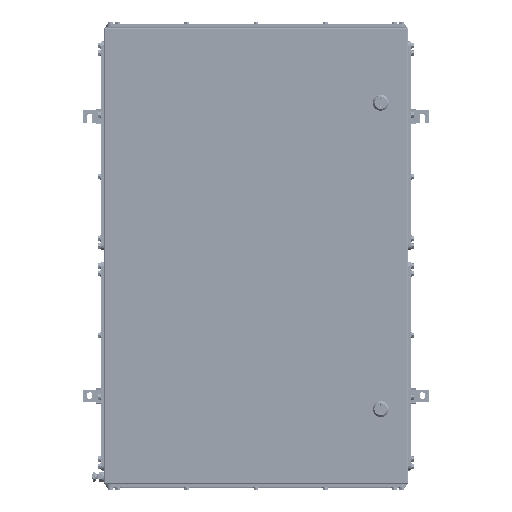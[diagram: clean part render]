
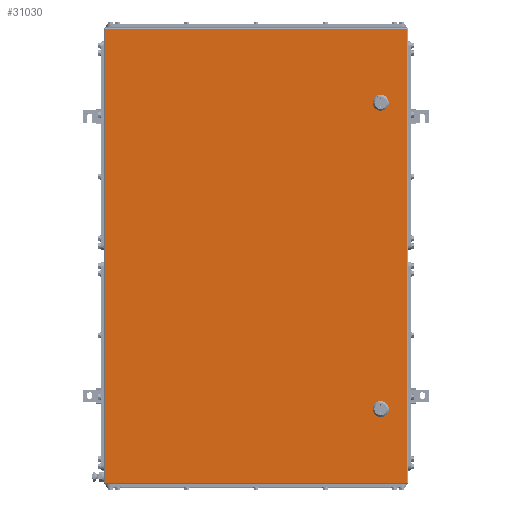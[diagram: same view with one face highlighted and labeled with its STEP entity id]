
A CAD part, top view. The second image highlights one B-rep face of the part: STEP entity #31030.
In plain terms, the highlighted planar face has unit normal (0, 0, 1).
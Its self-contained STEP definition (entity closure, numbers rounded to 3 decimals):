
#30844=AXIS2_PLACEMENT_3D('Circle Axis2P3D',#30842,#30843,$) ;
#30871=AXIS2_PLACEMENT_3D('Plane Axis2P3D',#30868,#30869,#30870) ;
#30916=AXIS2_PLACEMENT_3D('Circle Axis2P3D',#30914,#30915,$) ;
#30930=AXIS2_PLACEMENT_3D('Circle Axis2P3D',#30928,#30929,$) ;
#30944=AXIS2_PLACEMENT_3D('Circle Axis2P3D',#30942,#30943,$) ;
#30966=AXIS2_PLACEMENT_3D('Circle Axis2P3D',#30964,#30965,$) ;
#30982=AXIS2_PLACEMENT_3D('Circle Axis2P3D',#30980,#30981,$) ;
#30996=AXIS2_PLACEMENT_3D('Circle Axis2P3D',#30994,#30995,$) ;
#31010=AXIS2_PLACEMENT_3D('Circle Axis2P3D',#31008,#31009,$) ;
#30839=CARTESIAN_POINT('Vertex',(600.056,764.45,203.5)) ;
#30842=CARTESIAN_POINT('Axis2P3D Location',(595.,774.5,203.5)) ;
#30846=CARTESIAN_POINT('Vertex',(605.05,769.444,203.5)) ;
#30868=CARTESIAN_POINT('Axis2P3D Location',(345.5,468.,203.5)) ;
#30873=CARTESIAN_POINT('Line Origine',(345.5,921.5,203.5)) ;
#30877=CARTESIAN_POINT('Vertex',(647.,921.5,203.5)) ;
#30879=CARTESIAN_POINT('Vertex',(44.,921.5,203.5)) ;
#30882=CARTESIAN_POINT('Line Origine',(44.,468.,203.5)) ;
#30886=CARTESIAN_POINT('Vertex',(44.,14.5,203.5)) ;
#30889=CARTESIAN_POINT('Line Origine',(345.5,14.5,203.5)) ;
#30893=CARTESIAN_POINT('Vertex',(647.,14.5,203.5)) ;
#30896=CARTESIAN_POINT('Line Origine',(647.,468.,203.5)) ;
#30907=CARTESIAN_POINT('Line Origine',(595.,764.45,203.5)) ;
#30911=CARTESIAN_POINT('Vertex',(589.944,764.45,203.5)) ;
#30914=CARTESIAN_POINT('Axis2P3D Location',(595.,774.5,203.5)) ;
#30918=CARTESIAN_POINT('Vertex',(584.95,769.444,203.5)) ;
#30921=CARTESIAN_POINT('Line Origine',(584.95,774.5,203.5)) ;
#30925=CARTESIAN_POINT('Vertex',(584.95,779.556,203.5)) ;
#30928=CARTESIAN_POINT('Axis2P3D Location',(595.,774.5,203.5)) ;
#30932=CARTESIAN_POINT('Vertex',(589.944,784.55,203.5)) ;
#30935=CARTESIAN_POINT('Line Origine',(595.,784.55,203.5)) ;
#30939=CARTESIAN_POINT('Vertex',(600.056,784.55,203.5)) ;
#30942=CARTESIAN_POINT('Axis2P3D Location',(595.,774.5,203.5)) ;
#30946=CARTESIAN_POINT('Vertex',(605.05,779.556,203.5)) ;
#30949=CARTESIAN_POINT('Line Origine',(605.05,774.5,203.5)) ;
#30964=CARTESIAN_POINT('Axis2P3D Location',(595.,161.5,203.5)) ;
#30968=CARTESIAN_POINT('Vertex',(600.056,151.45,203.5)) ;
#30970=CARTESIAN_POINT('Vertex',(605.05,156.444,203.5)) ;
#30973=CARTESIAN_POINT('Line Origine',(595.,151.45,203.5)) ;
#30977=CARTESIAN_POINT('Vertex',(589.944,151.45,203.5)) ;
#30980=CARTESIAN_POINT('Axis2P3D Location',(595.,161.5,203.5)) ;
#30984=CARTESIAN_POINT('Vertex',(584.95,156.444,203.5)) ;
#30987=CARTESIAN_POINT('Line Origine',(584.95,161.5,203.5)) ;
#30991=CARTESIAN_POINT('Vertex',(584.95,166.556,203.5)) ;
#30994=CARTESIAN_POINT('Axis2P3D Location',(595.,161.5,203.5)) ;
#30998=CARTESIAN_POINT('Vertex',(589.944,171.55,203.5)) ;
#31001=CARTESIAN_POINT('Line Origine',(595.,171.55,203.5)) ;
#31005=CARTESIAN_POINT('Vertex',(600.056,171.55,203.5)) ;
#31008=CARTESIAN_POINT('Axis2P3D Location',(595.,161.5,203.5)) ;
#31012=CARTESIAN_POINT('Vertex',(605.05,166.556,203.5)) ;
#31015=CARTESIAN_POINT('Line Origine',(605.05,161.5,203.5)) ;
#30843=DIRECTION('Axis2P3D Direction',(0.,0.,1.)) ;
#30869=DIRECTION('Axis2P3D Direction',(0.,0.,1.)) ;
#30870=DIRECTION('Axis2P3D XDirection',(1.,0.,0.)) ;
#30874=DIRECTION('Vector Direction',(1.,0.,0.)) ;
#30883=DIRECTION('Vector Direction',(0.,-1.,0.)) ;
#30890=DIRECTION('Vector Direction',(1.,0.,0.)) ;
#30897=DIRECTION('Vector Direction',(0.,1.,0.)) ;
#30908=DIRECTION('Vector Direction',(1.,0.,0.)) ;
#30915=DIRECTION('Axis2P3D Direction',(0.,0.,1.)) ;
#30922=DIRECTION('Vector Direction',(0.,1.,0.)) ;
#30929=DIRECTION('Axis2P3D Direction',(0.,0.,1.)) ;
#30936=DIRECTION('Vector Direction',(1.,0.,0.)) ;
#30943=DIRECTION('Axis2P3D Direction',(0.,0.,1.)) ;
#30950=DIRECTION('Vector Direction',(0.,-1.,0.)) ;
#30965=DIRECTION('Axis2P3D Direction',(0.,0.,1.)) ;
#30974=DIRECTION('Vector Direction',(1.,0.,0.)) ;
#30981=DIRECTION('Axis2P3D Direction',(0.,0.,1.)) ;
#30988=DIRECTION('Vector Direction',(0.,1.,0.)) ;
#30995=DIRECTION('Axis2P3D Direction',(0.,0.,1.)) ;
#31002=DIRECTION('Vector Direction',(1.,0.,0.)) ;
#31009=DIRECTION('Axis2P3D Direction',(0.,0.,1.)) ;
#31016=DIRECTION('Vector Direction',(0.,-1.,0.)) ;
#30875=VECTOR('Line Direction',#30874,1.) ;
#30884=VECTOR('Line Direction',#30883,1.) ;
#30891=VECTOR('Line Direction',#30890,1.) ;
#30898=VECTOR('Line Direction',#30897,1.) ;
#30909=VECTOR('Line Direction',#30908,1.) ;
#30923=VECTOR('Line Direction',#30922,1.) ;
#30937=VECTOR('Line Direction',#30936,1.) ;
#30951=VECTOR('Line Direction',#30950,1.) ;
#30975=VECTOR('Line Direction',#30974,1.) ;
#30989=VECTOR('Line Direction',#30988,1.) ;
#31003=VECTOR('Line Direction',#31002,1.) ;
#31017=VECTOR('Line Direction',#31016,1.) ;
#30902=ORIENTED_EDGE('',*,*,#30881,.T.) ;
#30903=ORIENTED_EDGE('',*,*,#30888,.T.) ;
#30904=ORIENTED_EDGE('',*,*,#30895,.T.) ;
#30905=ORIENTED_EDGE('',*,*,#30900,.T.) ;
#30955=ORIENTED_EDGE('',*,*,#30913,.F.) ;
#30956=ORIENTED_EDGE('',*,*,#30920,.F.) ;
#30957=ORIENTED_EDGE('',*,*,#30927,.T.) ;
#30958=ORIENTED_EDGE('',*,*,#30934,.F.) ;
#30959=ORIENTED_EDGE('',*,*,#30941,.T.) ;
#30960=ORIENTED_EDGE('',*,*,#30948,.F.) ;
#30961=ORIENTED_EDGE('',*,*,#30953,.T.) ;
#30962=ORIENTED_EDGE('',*,*,#30848,.F.) ;
#31021=ORIENTED_EDGE('',*,*,#30972,.F.) ;
#31022=ORIENTED_EDGE('',*,*,#30979,.F.) ;
#31023=ORIENTED_EDGE('',*,*,#30986,.F.) ;
#31024=ORIENTED_EDGE('',*,*,#30993,.T.) ;
#31025=ORIENTED_EDGE('',*,*,#31000,.F.) ;
#31026=ORIENTED_EDGE('',*,*,#31007,.T.) ;
#31027=ORIENTED_EDGE('',*,*,#31014,.F.) ;
#31028=ORIENTED_EDGE('',*,*,#31019,.T.) ;
#30963=FACE_BOUND('',#30954,.T.) ;
#31029=FACE_BOUND('',#31020,.T.) ;
#31030=ADVANCED_FACE('ZUB_KTB_QL_916120_4GP_AllCATPart_AllCATPart.2\\ZUB_KTB_QL_916120_4GP_AllCATPart.2\\ZUB_DE_KTB_QL.1\\DE_KTB_MH_PART_MASTER.1\\Koerper.2',(#30906,#30963,#31029),#30872,.T.) ;
#30845=CIRCLE('generated circle',#30844,11.25) ;
#30917=CIRCLE('generated circle',#30916,11.25) ;
#30931=CIRCLE('generated circle',#30930,11.25) ;
#30945=CIRCLE('generated circle',#30944,11.25) ;
#30967=CIRCLE('generated circle',#30966,11.25) ;
#30983=CIRCLE('generated circle',#30982,11.25) ;
#30997=CIRCLE('generated circle',#30996,11.25) ;
#31011=CIRCLE('generated circle',#31010,11.25) ;
#30848=EDGE_CURVE('',#30840,#30847,#30845,.T.) ;
#30881=EDGE_CURVE('',#30878,#30880,#30876,.F.) ;
#30888=EDGE_CURVE('',#30880,#30887,#30885,.T.) ;
#30895=EDGE_CURVE('',#30887,#30894,#30892,.T.) ;
#30900=EDGE_CURVE('',#30894,#30878,#30899,.T.) ;
#30913=EDGE_CURVE('',#30912,#30840,#30910,.T.) ;
#30920=EDGE_CURVE('',#30919,#30912,#30917,.T.) ;
#30927=EDGE_CURVE('',#30919,#30926,#30924,.T.) ;
#30934=EDGE_CURVE('',#30933,#30926,#30931,.T.) ;
#30941=EDGE_CURVE('',#30933,#30940,#30938,.T.) ;
#30948=EDGE_CURVE('',#30947,#30940,#30945,.T.) ;
#30953=EDGE_CURVE('',#30947,#30847,#30952,.T.) ;
#30972=EDGE_CURVE('',#30969,#30971,#30967,.T.) ;
#30979=EDGE_CURVE('',#30978,#30969,#30976,.T.) ;
#30986=EDGE_CURVE('',#30985,#30978,#30983,.T.) ;
#30993=EDGE_CURVE('',#30985,#30992,#30990,.T.) ;
#31000=EDGE_CURVE('',#30999,#30992,#30997,.T.) ;
#31007=EDGE_CURVE('',#30999,#31006,#31004,.T.) ;
#31014=EDGE_CURVE('',#31013,#31006,#31011,.T.) ;
#31019=EDGE_CURVE('',#31013,#30971,#31018,.T.) ;
#30901=EDGE_LOOP('',(#30902,#30903,#30904,#30905)) ;
#30954=EDGE_LOOP('',(#30955,#30956,#30957,#30958,#30959,#30960,#30961,#30962)) ;
#31020=EDGE_LOOP('',(#31021,#31022,#31023,#31024,#31025,#31026,#31027,#31028)) ;
#30906=FACE_OUTER_BOUND('',#30901,.T.) ;
#30876=LINE('Line',#30873,#30875) ;
#30885=LINE('Line',#30882,#30884) ;
#30892=LINE('Line',#30889,#30891) ;
#30899=LINE('Line',#30896,#30898) ;
#30910=LINE('Line',#30907,#30909) ;
#30924=LINE('Line',#30921,#30923) ;
#30938=LINE('Line',#30935,#30937) ;
#30952=LINE('Line',#30949,#30951) ;
#30976=LINE('Line',#30973,#30975) ;
#30990=LINE('Line',#30987,#30989) ;
#31004=LINE('Line',#31001,#31003) ;
#31018=LINE('Line',#31015,#31017) ;
#30872=PLANE('',#30871) ;
#30840=VERTEX_POINT('',#30839) ;
#30847=VERTEX_POINT('',#30846) ;
#30878=VERTEX_POINT('',#30877) ;
#30880=VERTEX_POINT('',#30879) ;
#30887=VERTEX_POINT('',#30886) ;
#30894=VERTEX_POINT('',#30893) ;
#30912=VERTEX_POINT('',#30911) ;
#30919=VERTEX_POINT('',#30918) ;
#30926=VERTEX_POINT('',#30925) ;
#30933=VERTEX_POINT('',#30932) ;
#30940=VERTEX_POINT('',#30939) ;
#30947=VERTEX_POINT('',#30946) ;
#30969=VERTEX_POINT('',#30968) ;
#30971=VERTEX_POINT('',#30970) ;
#30978=VERTEX_POINT('',#30977) ;
#30985=VERTEX_POINT('',#30984) ;
#30992=VERTEX_POINT('',#30991) ;
#30999=VERTEX_POINT('',#30998) ;
#31006=VERTEX_POINT('',#31005) ;
#31013=VERTEX_POINT('',#31012) ;
